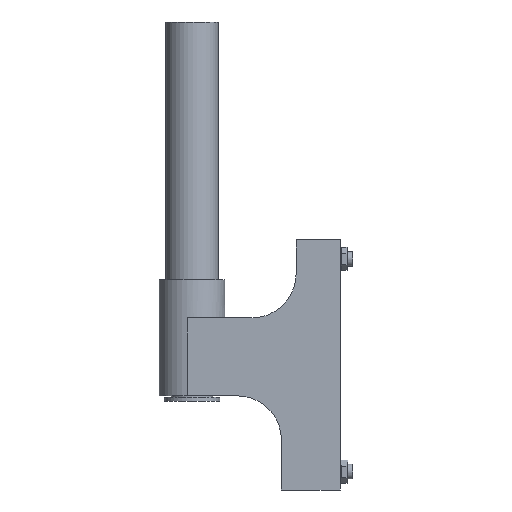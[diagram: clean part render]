
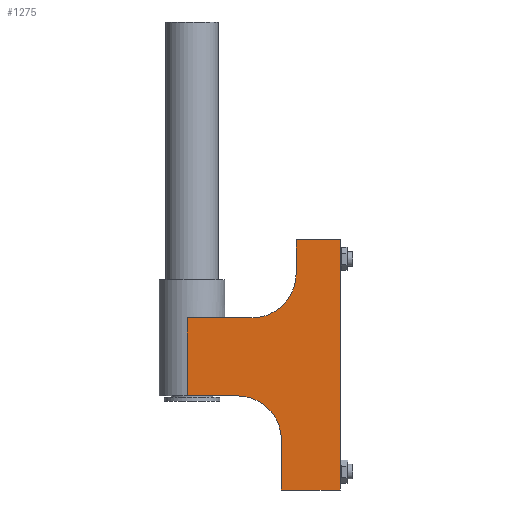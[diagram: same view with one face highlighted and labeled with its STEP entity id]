
A CAD part, left-side view. The second image highlights one B-rep face of the part: STEP entity #1275.
In plain terms, the highlighted face is planar.
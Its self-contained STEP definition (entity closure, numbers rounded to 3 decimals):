
#632=CARTESIAN_POINT('',(85.0,20.0,0.0));
#633=VERTEX_POINT('',#632);
#640=CARTESIAN_POINT('',(68.0,20.,0.0));
#641=VERTEX_POINT('',#640);
#642=CARTESIAN_POINT('',(68.0,20.,0.0));
#643=DIRECTION('',(1.0,0.0,0.0));
#644=VECTOR('',#643,17.0);
#645=LINE('',#642,#644);
#646=EDGE_CURVE('',#641,#633,#645,.T.);
#821=CARTESIAN_POINT('',(11.5,15.0,0.0));
#822=VERTEX_POINT('',#821);
#829=CARTESIAN_POINT('',(0.0,15.0,0.0));
#830=VERTEX_POINT('',#829);
#831=CARTESIAN_POINT('',(0.0,15.0,0.0));
#832=DIRECTION('',(1.0,0.0,0.0));
#833=VECTOR('',#832,11.5);
#834=LINE('',#831,#833);
#835=EDGE_CURVE('',#830,#822,#834,.T.);
#944=CARTESIAN_POINT('',(26.5,48.763,0.0));
#945=VERTEX_POINT('',#944);
#946=CARTESIAN_POINT('',(26.5,52.,0.0));
#947=VERTEX_POINT('',#946);
#948=CARTESIAN_POINT('',(26.5,48.763,0.0));
#949=DIRECTION('',(0.0,1.0,0.0));
#950=VECTOR('',#949,3.237);
#951=LINE('',#948,#950);
#952=EDGE_CURVE('',#945,#947,#951,.T.);
#1000=CARTESIAN_POINT('',(53.0,52.0,0.0));
#1001=VERTEX_POINT('',#1000);
#1009=CARTESIAN_POINT('',(26.5,52.,0.0));
#1010=DIRECTION('',(1.0,0.0,0.0));
#1011=VECTOR('',#1010,26.5);
#1012=LINE('',#1009,#1011);
#1013=EDGE_CURVE('',#947,#1001,#1012,.T.);
#1097=CARTESIAN_POINT('',(26.5,30.,0.0));
#1098=VERTEX_POINT('',#1097);
#1099=CARTESIAN_POINT('',(26.5,30.,0.0));
#1100=DIRECTION('',(0.0,1.0,0.0));
#1101=VECTOR('',#1100,18.763);
#1102=LINE('',#1099,#1101);
#1103=EDGE_CURVE('',#1098,#945,#1102,.T.);
#1122=CARTESIAN_POINT('',(11.5,30.0,0.0));
#1123=DIRECTION('',(0.0,0.0,1.0));
#1124=DIRECTION('',(0.0,-1.0,0.0));
#1125=AXIS2_PLACEMENT_3D('',#1122,#1123,#1124);
#1126=CIRCLE('',#1125,15.0);
#1127=EDGE_CURVE('',#822,#1098,#1126,.T.);
#1140=CARTESIAN_POINT('',(53.,35.0,0.0));
#1141=VERTEX_POINT('',#1140);
#1148=CARTESIAN_POINT('',(53.0,52.0,0.0));
#1149=DIRECTION('',(0.0,-1.0,0.0));
#1150=VECTOR('',#1149,17.0);
#1151=LINE('',#1148,#1150);
#1152=EDGE_CURVE('',#1001,#1141,#1151,.T.);
#1167=CARTESIAN_POINT('',(68.,35.,0.0));
#1168=DIRECTION('',(0.0,0.0,1.0));
#1169=DIRECTION('',(-1.0,0.0,0.0));
#1170=AXIS2_PLACEMENT_3D('',#1167,#1168,#1169);
#1171=CIRCLE('',#1170,15.0);
#1172=EDGE_CURVE('',#1141,#641,#1171,.T.);
#1186=CARTESIAN_POINT('',(85.0,0.0,0.0));
#1187=VERTEX_POINT('',#1186);
#1194=CARTESIAN_POINT('',(85.0,20.0,0.0));
#1195=DIRECTION('',(0.0,-1.0,0.0));
#1196=VECTOR('',#1195,20.0);
#1197=LINE('',#1194,#1196);
#1198=EDGE_CURVE('',#633,#1187,#1197,.T.);
#1212=CARTESIAN_POINT('',(0.0,0.0,0.0));
#1213=VERTEX_POINT('',#1212);
#1220=CARTESIAN_POINT('',(85.0,0.0,0.0));
#1221=DIRECTION('',(-1.0,0.0,0.0));
#1222=VECTOR('',#1221,85.0);
#1223=LINE('',#1220,#1222);
#1224=EDGE_CURVE('',#1187,#1213,#1223,.T.);
#1243=CARTESIAN_POINT('',(0.0,0.0,0.0));
#1244=DIRECTION('',(0.0,1.0,0.0));
#1245=VECTOR('',#1244,15.0);
#1246=LINE('',#1243,#1245);
#1247=EDGE_CURVE('',#1213,#830,#1246,.T.);
#1257=CARTESIAN_POINT('',(42.285,22.367,0.0));
#1258=DIRECTION('',(0.0,0.0,1.0));
#1259=DIRECTION('',(1.0,0.0,0.0));
#1260=AXIS2_PLACEMENT_3D('',#1257,#1258,#1259);
#1261=PLANE('',#1260);
#1262=ORIENTED_EDGE('',*,*,#1013,.T.);
#1263=ORIENTED_EDGE('',*,*,#1152,.T.);
#1264=ORIENTED_EDGE('',*,*,#1172,.T.);
#1265=ORIENTED_EDGE('',*,*,#646,.T.);
#1266=ORIENTED_EDGE('',*,*,#1198,.T.);
#1267=ORIENTED_EDGE('',*,*,#1224,.T.);
#1268=ORIENTED_EDGE('',*,*,#1247,.T.);
#1269=ORIENTED_EDGE('',*,*,#835,.T.);
#1270=ORIENTED_EDGE('',*,*,#1127,.T.);
#1271=ORIENTED_EDGE('',*,*,#1103,.T.);
#1272=ORIENTED_EDGE('',*,*,#952,.T.);
#1273=EDGE_LOOP('',(#1262,#1263,#1264,#1265,#1266,#1267,#1268,#1269,#1270,#1271,#1272));
#1274=FACE_OUTER_BOUND('',#1273,.T.);
#1275=ADVANCED_FACE('',(#1274),#1261,.F.);
